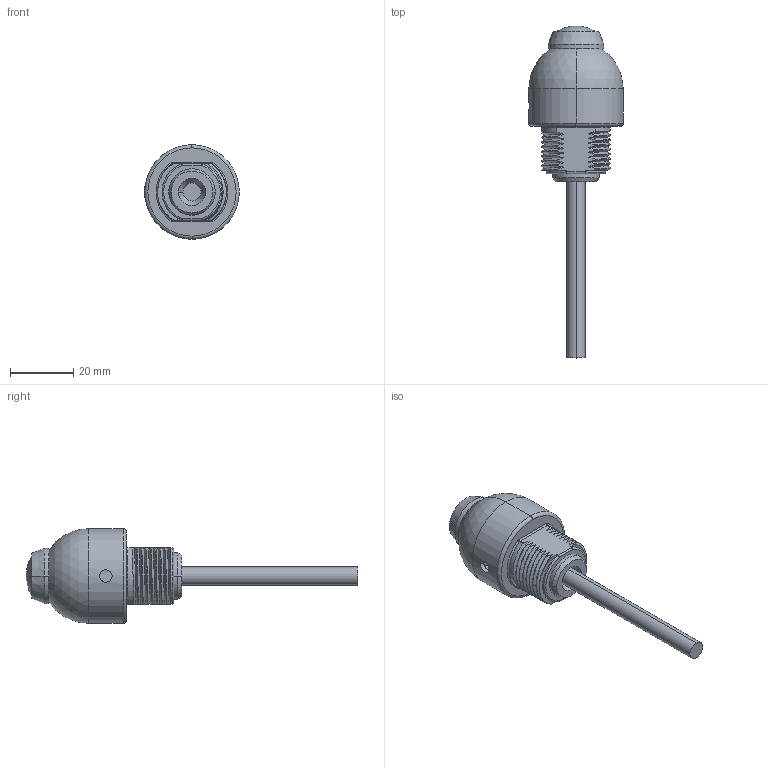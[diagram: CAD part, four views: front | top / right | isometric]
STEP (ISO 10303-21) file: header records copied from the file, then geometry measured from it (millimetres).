
FILE_DESCRIPTION((''),'2;1');
FILE_NAME('156199_SW','2011-01-13T',('banengservice'),('BANNER ENGINEERING'),'PRO/ENGINEER BY PARAMETRIC TECHNOLOGY CORPORATION, 2009141','PRO/ENGINEER BY PARAMETRIC TECHNOLOGY CORPORATION, 2009141','');
FILE_SCHEMA(('CONFIG_CONTROL_DESIGN'));
Length unit declared in the file: inch
Products named in the file (1): 156199_SW
Bounding box: 30 x 105.34 x 30 mm (x, y, z)
Volume: 13141.6 mm3; surface area: 10700.3 mm2
Topology: 1 solids, 2 shells, 376 faces, 1023 edges, 651 vertices
Faces by surface type: cylinder 119, plane 108, bspline 88, torus 22, cone 22, sphere 17
Entity records: 20070 total; most frequent: CARTESIAN_POINT 11303, ORIENTED_EDGE 2042, DIRECTION 1534, EDGE_CURVE 1021, VERTEX_POINT 651, AXIS2_PLACEMENT_3D 611, EDGE_LOOP 398, B_SPLINE_CURVE_WITH_KNOTS 386
